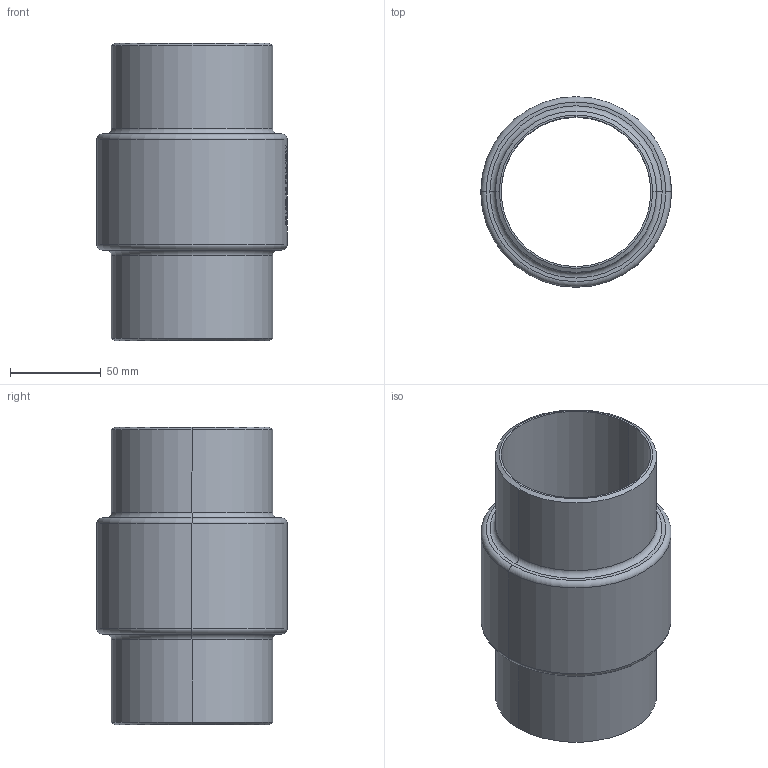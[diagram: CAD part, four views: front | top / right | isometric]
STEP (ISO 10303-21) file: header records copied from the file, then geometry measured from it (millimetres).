
FILE_DESCRIPTION (( 'STEP AP214' ), '1' );
FILE_NAME ('7110000_DN080_ PN16_51420138.STEP', '2022-03-04T11:17:24', ( 'axxx' ), ( 'Hewlett-Packard Company' ), 'SwSTEP 2.0', 'SolidWorks 2019', '' );
FILE_SCHEMA (( 'AUTOMOTIVE_DESIGN' ));
Length unit declared in the file: millimetre
Products named in the file (1): 7110000_DN080_ PN16_51420138
Bounding box: 105 x 105 x 164 mm (x, y, z)
Volume: 296654.1 mm3; surface area: 99301 mm2
Topology: 1 solids, 1 shells, 522 faces, 1395 edges, 926 vertices
Faces by surface type: bspline 236, plane 232, cylinder 42, torus 8, cone 4
Entity records: 29405 total; most frequent: CARTESIAN_POINT 18049, ORIENTED_EDGE 2790, DIRECTION 1532, EDGE_CURVE 1395, VERTEX_POINT 926, LINE 732, VECTOR 732, EDGE_LOOP 575
